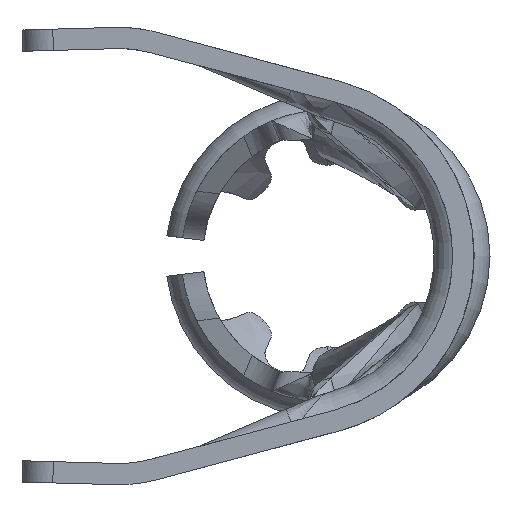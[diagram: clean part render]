
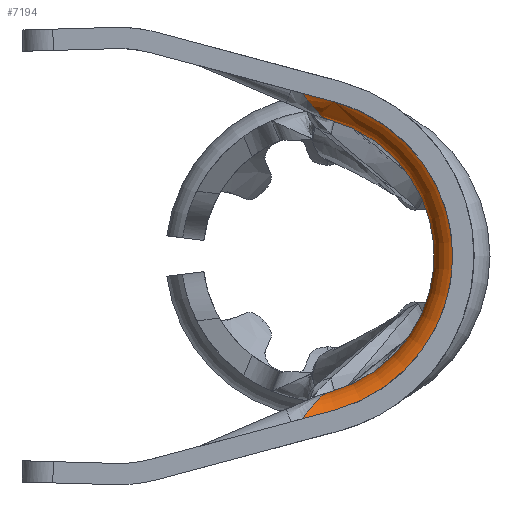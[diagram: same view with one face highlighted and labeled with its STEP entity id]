
A CAD part, left-side view. The second image highlights one B-rep face of the part: STEP entity #7194.
In plain terms, the highlighted toroidal (fillet/blend) face has major radius 4.128 mm and minor radius 0.762 mm.
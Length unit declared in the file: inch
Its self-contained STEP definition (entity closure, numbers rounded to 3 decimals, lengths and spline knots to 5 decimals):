
#750 = CARTESIAN_POINT ( 'NONE',  ( -1.81993, 0.00528, -0.13089 ) ) ;
#925 = EDGE_CURVE ( 'NONE', #948, #16925, #11310, .T. ) ;
#948 = VERTEX_POINT ( 'NONE', #9034 ) ;
#985 = CARTESIAN_POINT ( 'NONE',  ( -1.81131, -0.00145, 0.12808 ) ) ;
#1107 = FACE_OUTER_BOUND ( 'NONE', #8540, .T. ) ;
#1175 = VERTEX_POINT ( 'NONE', #13903 ) ;
#1265 = EDGE_CURVE ( 'NONE', #6720, #4491, #1907, .T. ) ;
#1907 = CIRCLE ( 'NONE', #9986, 0.15 ) ;
#2062 = CARTESIAN_POINT ( 'NONE',  ( -1.82971, 0.01111, -0.13726 ) ) ;
#2298 = CARTESIAN_POINT ( 'NONE',  ( -1.81681, 0.0045, 0.13009 ) ) ;
#2475 = CARTESIAN_POINT ( 'NONE',  ( -1.83954, 0.02405, 0.15303 ) ) ;
#2497 = CARTESIAN_POINT ( 'NONE',  ( -1.811, 0.0325, 0. ) ) ;
#2525 = ORIENTED_EDGE ( 'NONE', *, *, #7615, .F. ) ;
#2542 = CARTESIAN_POINT ( 'NONE',  ( -1.838, 0.02009, 0.14804 ) ) ;
#2564 = CARTESIAN_POINT ( 'NONE',  ( -1.83531, 0.01628, 0.14333 ) ) ;
#2623 = CARTESIAN_POINT ( 'NONE',  ( -1.82971, 0.01112, 0.13727 ) ) ;
#2646 = CARTESIAN_POINT ( 'NONE',  ( -1.82757, 0.00947, 0.1354 ) ) ;
#2665 = CARTESIAN_POINT ( 'NONE',  ( -1.82266, 0.00655, 0.13221 ) ) ;
#2667 = DIRECTION ( 'NONE',  ( 1., 0., 0. ) ) ;
#2735 = CARTESIAN_POINT ( 'NONE',  ( -1.81992, 0.00528, 0.13088 ) ) ;
#2755 = CARTESIAN_POINT ( 'NONE',  ( -1.81681, 0.0045, 0.13009 ) ) ;
#2757 = DIRECTION ( 'NONE',  ( 0., 0., -1. ) ) ;
#2817 = EDGE_CURVE ( 'NONE', #4491, #14857, #14593, .T. ) ;
#3346 = CARTESIAN_POINT ( 'NONE',  ( -1.83954, 0.02405, -0.15303 ) ) ;
#3710 = ORIENTED_EDGE ( 'NONE', *, *, #1265, .F. ) ;
#3763 = CARTESIAN_POINT ( 'NONE',  ( -1.81316, 0.00056, -0.12863 ) ) ;
#4022 = EDGE_CURVE ( 'NONE', #1175, #14857, #11142, .T. ) ;
#4117 = AXIS2_PLACEMENT_3D ( 'NONE', #9298, #9279, #9323 ) ;
#4491 = VERTEX_POINT ( 'NONE', #4561 ) ;
#4561 = CARTESIAN_POINT ( 'NONE',  ( -1.83827, -0.00632, -0.14489 ) ) ;
#5019 = CARTESIAN_POINT ( 'NONE',  ( -1.8111, -0.00168, -0.12802 ) ) ;
#5123 = B_SPLINE_CURVE_WITH_KNOTS ( 'NONE', 3,
 ( #2298, #7424, #12602, #985, #6196, #11247, #16907 ),
 .UNSPECIFIED., .F., .F.,
 ( 4, 3, 4 ),
 ( 0., 0.00021, 0.00022 ),
 .UNSPECIFIED. ) ;
#5648 = AXIS2_PLACEMENT_3D ( 'NONE', #2497, #2667, #2757 ) ;
#5945 = EDGE_CURVE ( 'NONE', #8997, #12638, #15142, .T. ) ;
#5973 = CARTESIAN_POINT ( 'NONE',  ( -1.81681, 0.0045, -0.13009 ) ) ;
#6196 = CARTESIAN_POINT ( 'NONE',  ( -1.81121, -0.00156, 0.12805 ) ) ;
#6288 = CARTESIAN_POINT ( 'NONE',  ( -1.83885, 0.01394, 0.15032 ) ) ;
#6720 = VERTEX_POINT ( 'NONE', #10248 ) ;
#6822 = CARTESIAN_POINT ( 'NONE',  ( -1.81681, 0.0045, 0.13009 ) ) ;
#7060 = CARTESIAN_POINT ( 'NONE',  ( -1.83954, 0.02405, 0.15303 ) ) ;
#7139 = CARTESIAN_POINT ( 'NONE',  ( -1.83827, -0.00632, 0.14489 ) ) ;
#7194 = ADVANCED_FACE ( 'NONE', ( #1107 ), #12957, .T. ) ;
#7207 = CARTESIAN_POINT ( 'NONE',  ( -1.83827, 0.00382, 0.14761 ) ) ;
#7223 = CARTESIAN_POINT ( 'NONE',  ( -1.82757, 0.00947, -0.1354 ) ) ;
#7424 = CARTESIAN_POINT ( 'NONE',  ( -1.815, 0.00254, 0.1293 ) ) ;
#7615 = EDGE_CURVE ( 'NONE', #8997, #6720, #9204, .T. ) ;
#7702 = CARTESIAN_POINT ( 'NONE',  ( -1.83954, 0.02405, 0.15303 ) ) ;
#7937 = ORIENTED_EDGE ( 'NONE', *, *, #5945, .T. ) ;
#7957 = ORIENTED_EDGE ( 'NONE', *, *, #13674, .T. ) ;
#8019 = ORIENTED_EDGE ( 'NONE', *, *, #925, .F. ) ;
#8122 = ORIENTED_EDGE ( 'NONE', *, *, #4022, .T. ) ;
#8426 = CARTESIAN_POINT ( 'NONE',  ( -1.838, 0.02009, -0.14803 ) ) ;
#8540 = EDGE_LOOP ( 'NONE', ( #7937, #7957, #8019, #9724, #8122, #14384, #3710, #2525 ) ) ;
#8858 = CARTESIAN_POINT ( 'NONE',  ( -1.815, 0.00254, -0.1293 ) ) ;
#8997 = VERTEX_POINT ( 'NONE', #7702 ) ;
#9034 = CARTESIAN_POINT ( 'NONE',  ( -1.811, -0.00179, -0.12799 ) ) ;
#9204 = B_SPLINE_CURVE_WITH_KNOTS ( 'NONE', 3,
 ( #7060, #6288, #7207, #7139 ),
 .UNSPECIFIED., .F., .F.,
 ( 4, 4 ),
 ( 0.00079, 0.00159 ),
 .UNSPECIFIED. ) ;
#9279 = DIRECTION ( 'NONE',  ( -1., 0., 0. ) ) ;
#9298 = CARTESIAN_POINT ( 'NONE',  ( -1.811, 0.0325, 0. ) ) ;
#9323 = DIRECTION ( 'NONE',  ( 0., 0., -1. ) ) ;
#9724 = ORIENTED_EDGE ( 'NONE', *, *, #10253, .T. ) ;
#9986 = AXIS2_PLACEMENT_3D ( 'NONE', #16205, #16183, #16257 ) ;
#10155 = CARTESIAN_POINT ( 'NONE',  ( -1.81121, -0.00156, -0.12805 ) ) ;
#10222 = CARTESIAN_POINT ( 'NONE',  ( -1.83954, 0.02405, -0.15303 ) ) ;
#10248 = CARTESIAN_POINT ( 'NONE',  ( -1.83827, -0.00632, 0.14489 ) ) ;
#10253 = EDGE_CURVE ( 'NONE', #948, #1175, #13665, .T. ) ;
#10591 = CARTESIAN_POINT ( 'NONE',  ( -1.811, -0.00179, 0.12799 ) ) ;
#11142 = B_SPLINE_CURVE_WITH_KNOTS ( 'NONE', 3,
 ( #5973, #750, #12355, #7223, #2062, #13662, #8426, #3346 ),
 .UNSPECIFIED., .F., .F.,
 ( 4, 2, 2, 4 ),
 ( 0., 0.00025, 0.00049, 0.00099 ),
 .UNSPECIFIED. ) ;
#11247 = CARTESIAN_POINT ( 'NONE',  ( -1.8111, -0.00168, 0.12802 ) ) ;
#11310 = CIRCLE ( 'NONE', #4117, 0.1325 ) ;
#12355 = CARTESIAN_POINT ( 'NONE',  ( -1.82264, 0.00654, -0.1322 ) ) ;
#12602 = CARTESIAN_POINT ( 'NONE',  ( -1.81316, 0.00056, 0.12863 ) ) ;
#12638 = VERTEX_POINT ( 'NONE', #6822 ) ;
#12957 = TOROIDAL_SURFACE ( 'NONE', #5648, 0.1625, 0.03 ) ;
#13662 = CARTESIAN_POINT ( 'NONE',  ( -1.83535, 0.01633, -0.14338 ) ) ;
#13665 = B_SPLINE_CURVE_WITH_KNOTS ( 'NONE', 3,
 ( #17035, #5019, #10155, #15591, #3763, #8858, #14102 ),
 .UNSPECIFIED., .F., .F.,
 ( 4, 3, 4 ),
 ( -0.00001, 0., 0.00021 ),
 .UNSPECIFIED. ) ;
#13674 = EDGE_CURVE ( 'NONE', #12638, #16925, #5123, .T. ) ;
#13903 = CARTESIAN_POINT ( 'NONE',  ( -1.81681, 0.0045, -0.13009 ) ) ;
#14060 = CARTESIAN_POINT ( 'NONE',  ( -1.83827, -0.00632, -0.14489 ) ) ;
#14102 = CARTESIAN_POINT ( 'NONE',  ( -1.81681, 0.0045, -0.13009 ) ) ;
#14126 = CARTESIAN_POINT ( 'NONE',  ( -1.83885, 0.01394, -0.15032 ) ) ;
#14151 = CARTESIAN_POINT ( 'NONE',  ( -1.83827, 0.00382, -0.14761 ) ) ;
#14219 = CARTESIAN_POINT ( 'NONE',  ( -1.83954, 0.02405, -0.15303 ) ) ;
#14384 = ORIENTED_EDGE ( 'NONE', *, *, #2817, .F. ) ;
#14593 = B_SPLINE_CURVE_WITH_KNOTS ( 'NONE', 3,
 ( #14060, #14151, #14126, #14219 ),
 .UNSPECIFIED., .F., .F.,
 ( 4, 4 ),
 ( 0., 0.0008 ),
 .UNSPECIFIED. ) ;
#14857 = VERTEX_POINT ( 'NONE', #10222 ) ;
#15142 = B_SPLINE_CURVE_WITH_KNOTS ( 'NONE', 3,
 ( #2475, #2542, #2564, #2623, #2646, #2665, #2735, #2755 ),
 .UNSPECIFIED., .F., .F.,
 ( 4, 2, 2, 4 ),
 ( 0.00031, 0.00081, 0.00106, 0.00131 ),
 .UNSPECIFIED. ) ;
#15591 = CARTESIAN_POINT ( 'NONE',  ( -1.81131, -0.00145, -0.12808 ) ) ;
#16183 = DIRECTION ( 'NONE',  ( 1., 0., 0. ) ) ;
#16205 = CARTESIAN_POINT ( 'NONE',  ( -1.83827, 0.0325, 0. ) ) ;
#16257 = DIRECTION ( 'NONE',  ( 0., 0., -1. ) ) ;
#16907 = CARTESIAN_POINT ( 'NONE',  ( -1.811, -0.00179, 0.12799 ) ) ;
#16925 = VERTEX_POINT ( 'NONE', #10591 ) ;
#17035 = CARTESIAN_POINT ( 'NONE',  ( -1.811, -0.00179, -0.12799 ) ) ;
